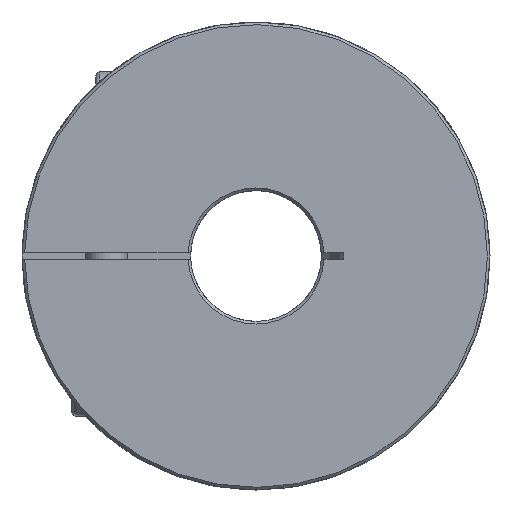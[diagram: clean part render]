
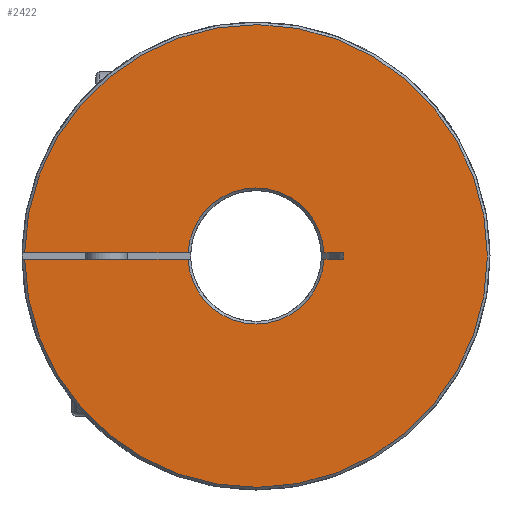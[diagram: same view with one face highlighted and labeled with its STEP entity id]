
A CAD part, left-side view. The second image highlights one B-rep face of the part: STEP entity #2422.
In plain terms, the highlighted planar face has unit normal (-1, 0, 0).
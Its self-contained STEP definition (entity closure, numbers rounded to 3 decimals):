
#341 = CARTESIAN_POINT ( 'NONE',  ( -27., 9.868, -0.5 ) ) ;
#342 = CARTESIAN_POINT ( 'NONE',  ( -27., -9.868, -0.5 ) ) ;
#347 = CARTESIAN_POINT ( 'NONE',  ( -27., -9.868, 0.5 ) ) ;
#348 = CARTESIAN_POINT ( 'NONE',  ( -27., -12.721, 0.5 ) ) ;
#349 = CARTESIAN_POINT ( 'NONE',  ( -27., -12.721, -0.5 ) ) ;
#350 = CARTESIAN_POINT ( 'NONE',  ( -27., 33.615, -0.5 ) ) ;
#351 = CARTESIAN_POINT ( 'NONE',  ( -27., 33.615, 0.5 ) ) ;
#352 = CARTESIAN_POINT ( 'NONE',  ( -27., 9.868, 0.5 ) ) ;
#534 = CARTESIAN_POINT ( 'NONE',  ( -27., 0., 0. ) ) ;
#541 = PLANE ( 'NONE',  #681 ) ;
#544 = DIRECTION ( 'NONE',  ( -1., 0., 0. ) ) ;
#545 = DIRECTION ( 'NONE',  ( 0., -1., 0. ) ) ;
#666 = DIRECTION ( 'NONE',  ( 0., 1., 0. ) ) ;
#681 = AXIS2_PLACEMENT_3D ( 'NONE', #534, #544, #545 ) ;
#743 = AXIS2_PLACEMENT_3D ( 'NONE', #1054, #1060, #1061 ) ;
#749 = AXIS2_PLACEMENT_3D ( 'NONE', #1084, #1090, #1091 ) ;
#753 = AXIS2_PLACEMENT_3D ( 'NONE', #1311, #1315, #1316 ) ;
#1054 = CARTESIAN_POINT ( 'NONE',  ( -27., 0., 0. ) ) ;
#1060 = DIRECTION ( 'NONE',  ( -1., 0., 0. ) ) ;
#1061 = DIRECTION ( 'NONE',  ( 0., -1., 0. ) ) ;
#1084 = CARTESIAN_POINT ( 'NONE',  ( -27., 0., 0. ) ) ;
#1090 = DIRECTION ( 'NONE',  ( -1., 0., 0. ) ) ;
#1091 = DIRECTION ( 'NONE',  ( 0., -1., 0. ) ) ;
#1095 = CARTESIAN_POINT ( 'NONE',  ( -27., -12.721, -18.481 ) ) ;
#1138 = CARTESIAN_POINT ( 'NONE',  ( -27., 0., -0.5 ) ) ;
#1139 = DIRECTION ( 'NONE',  ( 0., -1., 0. ) ) ;
#1142 = CARTESIAN_POINT ( 'NONE',  ( -27., -12.721, -0.5 ) ) ;
#1172 = CIRCLE ( 'NONE', #743, 9.881 ) ;
#1176 = LINE ( 'NONE', #1309, #1191 ) ;
#1178 = LINE ( 'NONE', #1138, #1184 ) ;
#1180 = VECTOR ( 'NONE', #666, 1000. ) ;
#1182 = LINE ( 'NONE', #1142, #1180 ) ;
#1183 = CIRCLE ( 'NONE', #749, 9.881 ) ;
#1184 = VECTOR ( 'NONE', #1139, 1000. ) ;
#1187 = LINE ( 'NONE', #1095, #1189 ) ;
#1189 = VECTOR ( 'NONE', #1310, 1000. ) ;
#1191 = VECTOR ( 'NONE', #1312, 1000. ) ;
#1193 = LINE ( 'NONE', #1313, #1194 ) ;
#1194 = VECTOR ( 'NONE', #1314, 1000. ) ;
#1196 = CIRCLE ( 'NONE', #753, 33.619 ) ;
#1309 = CARTESIAN_POINT ( 'NONE',  ( -27., -12.721, 0.5 ) ) ;
#1310 = DIRECTION ( 'NONE',  ( 0., 0., 1. ) ) ;
#1311 = CARTESIAN_POINT ( 'NONE',  ( -27., 0., 0. ) ) ;
#1312 = DIRECTION ( 'NONE',  ( 0., -1., 0. ) ) ;
#1313 = CARTESIAN_POINT ( 'NONE',  ( -27., 0., 0.5 ) ) ;
#1314 = DIRECTION ( 'NONE',  ( 0., -1., 0. ) ) ;
#1315 = DIRECTION ( 'NONE',  ( 1., 0., 0. ) ) ;
#1316 = DIRECTION ( 'NONE',  ( 0., -1., 0. ) ) ;
#1662 = EDGE_LOOP ( 'NONE', ( #2718, #2719, #2720, #2721, #2722, #2723, #2724, #2725 ) ) ;
#2180 = VERTEX_POINT ( 'NONE', #341 ) ;
#2181 = VERTEX_POINT ( 'NONE', #342 ) ;
#2186 = VERTEX_POINT ( 'NONE', #347 ) ;
#2187 = VERTEX_POINT ( 'NONE', #348 ) ;
#2188 = VERTEX_POINT ( 'NONE', #349 ) ;
#2189 = VERTEX_POINT ( 'NONE', #350 ) ;
#2190 = VERTEX_POINT ( 'NONE', #351 ) ;
#2191 = VERTEX_POINT ( 'NONE', #352 ) ;
#2422 = ADVANCED_FACE ( 'NONE', ( #3884 ), #541, .T. ) ;
#2718 = ORIENTED_EDGE ( 'NONE', *, *, #2875, .T. ) ;
#2719 = ORIENTED_EDGE ( 'NONE', *, *, #2874, .F. ) ;
#2720 = ORIENTED_EDGE ( 'NONE', *, *, #2873, .T. ) ;
#2721 = ORIENTED_EDGE ( 'NONE', *, *, #2858, .F. ) ;
#2722 = ORIENTED_EDGE ( 'NONE', *, *, #2871, .F. ) ;
#2723 = ORIENTED_EDGE ( 'NONE', *, *, #2877, .F. ) ;
#2724 = ORIENTED_EDGE ( 'NONE', *, *, #2876, .T. ) ;
#2725 = ORIENTED_EDGE ( 'NONE', *, *, #2868, .F. ) ;
#2858 = EDGE_CURVE ( 'NONE', #2180, #2181, #1172, .T. ) ;
#2868 = EDGE_CURVE ( 'NONE', #2186, #2191, #1183, .T. ) ;
#2871 = EDGE_CURVE ( 'NONE', #2189, #2180, #1178, .T. ) ;
#2873 = EDGE_CURVE ( 'NONE', #2188, #2181, #1182, .T. ) ;
#2874 = EDGE_CURVE ( 'NONE', #2188, #2187, #1187, .T. ) ;
#2875 = EDGE_CURVE ( 'NONE', #2186, #2187, #1176, .T. ) ;
#2876 = EDGE_CURVE ( 'NONE', #2190, #2191, #1193, .T. ) ;
#2877 = EDGE_CURVE ( 'NONE', #2190, #2189, #1196, .T. ) ;
#3884 = FACE_OUTER_BOUND ( 'NONE', #1662, .T. ) ;
